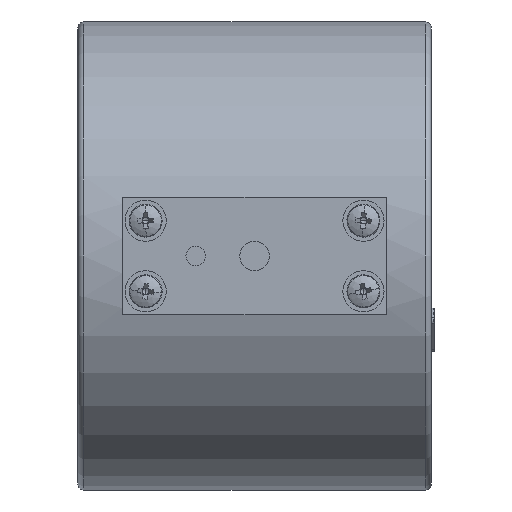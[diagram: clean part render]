
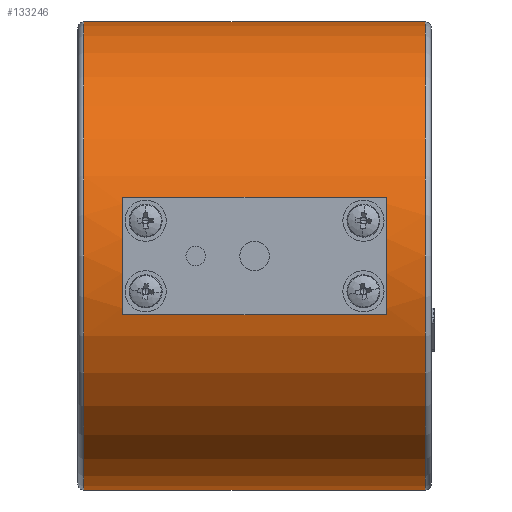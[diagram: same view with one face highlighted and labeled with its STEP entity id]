
A CAD part, front view. The second image highlights one B-rep face of the part: STEP entity #133246.
In plain terms, the highlighted cylindrical face has radius 39.75 mm (diameter 79.5 mm), a partial arc.
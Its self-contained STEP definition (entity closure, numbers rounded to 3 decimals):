
#36 = FACE_BOUND ( 'NONE', #145951, .T. ) ;
#163 = VERTEX_POINT ( 'NONE', #4498 ) ;
#2039 = CARTESIAN_POINT ( 'NONE',  ( 59., 0., -39.75 ) ) ;
#4498 = CARTESIAN_POINT ( 'NONE',  ( 59., 0., 39.75 ) ) ;
#5830 = DIRECTION ( 'NONE',  ( -1., 0., 0. ) ) ;
#12962 = DIRECTION ( 'NONE',  ( -1., 0., 0. ) ) ;
#14447 = DIRECTION ( 'NONE',  ( 1., 0., 0. ) ) ;
#15194 = CARTESIAN_POINT ( 'NONE',  ( 52.5, -38.75, 8.86 ) ) ;
#18723 = EDGE_CURVE ( 'NONE', #114648, #181681, #209034, .T. ) ;
#26821 = ORIENTED_EDGE ( 'NONE', *, *, #106224, .T. ) ;
#27917 = DIRECTION ( 'NONE',  ( 1., 0., 0. ) ) ;
#33735 = CARTESIAN_POINT ( 'NONE',  ( 52.5, -38.75, -8.86 ) ) ;
#36920 = DIRECTION ( 'NONE',  ( -1., 0., 0. ) ) ;
#39435 = CIRCLE ( 'NONE', #256902, 39.75 ) ;
#43780 = EDGE_LOOP ( 'NONE', ( #91529, #163008, #164968, #229483 ) ) ;
#45664 = VECTOR ( 'NONE', #36920, 1000. ) ;
#64608 = LINE ( 'NONE', #248971, #171343 ) ;
#71246 = ORIENTED_EDGE ( 'NONE', *, *, #18723, .T. ) ;
#72697 = ORIENTED_EDGE ( 'NONE', *, *, #105454, .F. ) ;
#76573 = CARTESIAN_POINT ( 'NONE',  ( 7.5, -38.75, 8.86 ) ) ;
#77650 = EDGE_CURVE ( 'NONE', #174729, #271620, #39435, .T. ) ;
#81984 = DIRECTION ( 'NONE',  ( -1., 0., 0. ) ) ;
#86856 = CYLINDRICAL_SURFACE ( 'NONE', #204895, 39.75 ) ;
#91529 = ORIENTED_EDGE ( 'NONE', *, *, #103780, .F. ) ;
#95475 = CARTESIAN_POINT ( 'NONE',  ( -29.089, 0., 0. ) ) ;
#102383 = VECTOR ( 'NONE', #12962, 1000. ) ;
#103780 = EDGE_CURVE ( 'NONE', #189155, #174729, #272391, .T. ) ;
#105454 = EDGE_CURVE ( 'NONE', #161651, #196618, #204062, .T. ) ;
#106224 = EDGE_CURVE ( 'NONE', #161651, #114648, #263381, .T. ) ;
#109760 = CARTESIAN_POINT ( 'NONE',  ( 7.5, -38.75, -8.86 ) ) ;
#113438 = FACE_OUTER_BOUND ( 'NONE', #43780, .T. ) ;
#114648 = VERTEX_POINT ( 'NONE', #168712 ) ;
#125164 = AXIS2_PLACEMENT_3D ( 'NONE', #142251, #14447, #163739 ) ;
#133246 = ADVANCED_FACE ( 'NONE', ( #113438, #36 ), #86856, .T. ) ;
#133651 = CARTESIAN_POINT ( 'NONE',  ( 1., 0., 0. ) ) ;
#142251 = CARTESIAN_POINT ( 'NONE',  ( 7.5, 0., 0. ) ) ;
#145951 = EDGE_LOOP ( 'NONE', ( #72697, #26821, #71246, #206943 ) ) ;
#155104 = DIRECTION ( 'NONE',  ( 0., 0., 1. ) ) ;
#155648 = CARTESIAN_POINT ( 'NONE',  ( 52.5, 0., 0. ) ) ;
#161651 = VERTEX_POINT ( 'NONE', #15194 ) ;
#163008 = ORIENTED_EDGE ( 'NONE', *, *, #223339, .T. ) ;
#163739 = DIRECTION ( 'NONE',  ( 0., 0., -1. ) ) ;
#164968 = ORIENTED_EDGE ( 'NONE', *, *, #272302, .T. ) ;
#165837 = EDGE_CURVE ( 'NONE', #196618, #181681, #213306, .T. ) ;
#168712 = CARTESIAN_POINT ( 'NONE',  ( 52.5, -38.75, -8.86 ) ) ;
#171343 = VECTOR ( 'NONE', #270386, 1000. ) ;
#174729 = VERTEX_POINT ( 'NONE', #255500 ) ;
#177046 = DIRECTION ( 'NONE',  ( 0., 0., -1. ) ) ;
#181249 = DIRECTION ( 'NONE',  ( 0., 0., 1. ) ) ;
#181681 = VERTEX_POINT ( 'NONE', #109760 ) ;
#189155 = VERTEX_POINT ( 'NONE', #2039 ) ;
#189958 = CARTESIAN_POINT ( 'NONE',  ( 52.5, -38.75, 8.86 ) ) ;
#191522 = AXIS2_PLACEMENT_3D ( 'NONE', #155648, #27917, #177046 ) ;
#196618 = VERTEX_POINT ( 'NONE', #76573 ) ;
#204062 = LINE ( 'NONE', #189958, #254144 ) ;
#204895 = AXIS2_PLACEMENT_3D ( 'NONE', #95475, #243642, #181249 ) ;
#206943 = ORIENTED_EDGE ( 'NONE', *, *, #165837, .F. ) ;
#209034 = LINE ( 'NONE', #33735, #45664 ) ;
#209609 = CARTESIAN_POINT ( 'NONE',  ( 59., 0., 0. ) ) ;
#213306 = CIRCLE ( 'NONE', #125164, 39.75 ) ;
#223339 = EDGE_CURVE ( 'NONE', #189155, #163, #246188, .T. ) ;
#229483 = ORIENTED_EDGE ( 'NONE', *, *, #77650, .F. ) ;
#231010 = DIRECTION ( 'NONE',  ( 0., 0., 1. ) ) ;
#243642 = DIRECTION ( 'NONE',  ( -1., 0., 0. ) ) ;
#246188 = CIRCLE ( 'NONE', #264017, 39.75 ) ;
#248971 = CARTESIAN_POINT ( 'NONE',  ( -29.089, 0., 39.75 ) ) ;
#254144 = VECTOR ( 'NONE', #254225, 1000. ) ;
#254225 = DIRECTION ( 'NONE',  ( -1., 0., 0. ) ) ;
#255500 = CARTESIAN_POINT ( 'NONE',  ( 1., 0., -39.75 ) ) ;
#256902 = AXIS2_PLACEMENT_3D ( 'NONE', #133651, #5830, #155104 ) ;
#263381 = CIRCLE ( 'NONE', #191522, 39.75 ) ;
#264017 = AXIS2_PLACEMENT_3D ( 'NONE', #209609, #81984, #231010 ) ;
#268364 = CARTESIAN_POINT ( 'NONE',  ( -29.089, 0., -39.75 ) ) ;
#270005 = CARTESIAN_POINT ( 'NONE',  ( 1., 0., 39.75 ) ) ;
#270386 = DIRECTION ( 'NONE',  ( -1., 0., 0. ) ) ;
#271620 = VERTEX_POINT ( 'NONE', #270005 ) ;
#272302 = EDGE_CURVE ( 'NONE', #163, #271620, #64608, .T. ) ;
#272391 = LINE ( 'NONE', #268364, #102383 ) ;
